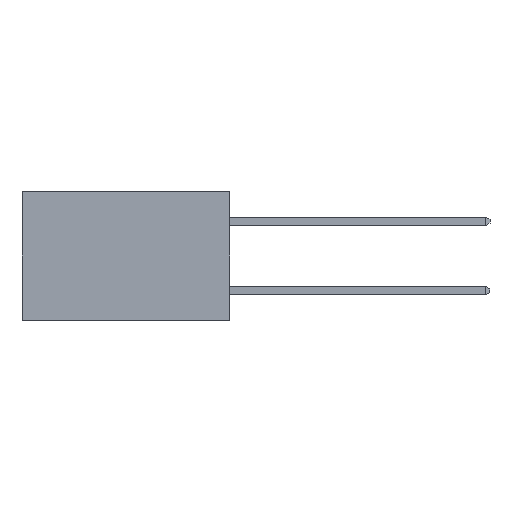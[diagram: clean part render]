
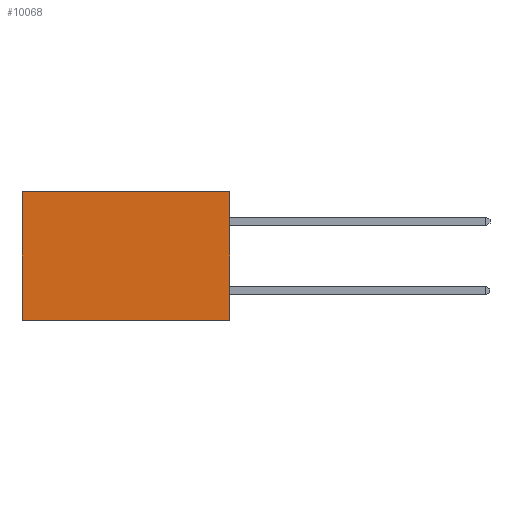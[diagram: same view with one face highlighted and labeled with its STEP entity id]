
A CAD part, left-side view. The second image highlights one B-rep face of the part: STEP entity #10068.
In plain terms, the highlighted planar face has unit normal (-1, 0, 0).
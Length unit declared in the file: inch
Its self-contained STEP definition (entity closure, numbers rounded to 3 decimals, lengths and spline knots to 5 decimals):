
#445 = LINE ( 'NONE', #3798, #9322 ) ;
#623 = EDGE_LOOP ( 'NONE', ( #6428, #14108, #1377, #8260 ) ) ;
#625 = VERTEX_POINT ( 'NONE', #855 ) ;
#855 = CARTESIAN_POINT ( 'NONE',  ( 0.298, 0.6, -0.37 ) ) ;
#1060 = PLANE ( 'NONE',  #5996 ) ;
#1345 = VECTOR ( 'NONE', #5962, 39.37008 ) ;
#1377 = ORIENTED_EDGE ( 'NONE', *, *, #3690, .F. ) ;
#1414 = EDGE_CURVE ( 'NONE', #11385, #625, #8795, .T. ) ;
#1851 = DIRECTION ( 'NONE',  ( 0., 1., 0. ) ) ;
#2168 = CARTESIAN_POINT ( 'NONE',  ( 0.298, 0.6, 0. ) ) ;
#2246 = DIRECTION ( 'NONE',  ( 0., 0., -1. ) ) ;
#2675 = DIRECTION ( 'NONE',  ( 0., 1., 0. ) ) ;
#3365 = CARTESIAN_POINT ( 'NONE',  ( 0.298, 0., 0. ) ) ;
#3690 = EDGE_CURVE ( 'NONE', #6245, #11385, #4422, .T. ) ;
#3798 = CARTESIAN_POINT ( 'NONE',  ( 0.298, 0., 0. ) ) ;
#4422 = LINE ( 'NONE', #11096, #1345 ) ;
#5432 = CARTESIAN_POINT ( 'NONE',  ( 0.298, 0.6, 0. ) ) ;
#5962 = DIRECTION ( 'NONE',  ( 0., 0., -1. ) ) ;
#5996 = AXIS2_PLACEMENT_3D ( 'NONE', #3365, #9138, #2246 ) ;
#6004 = EDGE_CURVE ( 'NONE', #6245, #9356, #445, .T. ) ;
#6245 = VERTEX_POINT ( 'NONE', #11898 ) ;
#6253 = EDGE_CURVE ( 'NONE', #9356, #625, #14799, .T. ) ;
#6428 = ORIENTED_EDGE ( 'NONE', *, *, #6253, .T. ) ;
#6573 = DIRECTION ( 'NONE',  ( 0., 0., -1. ) ) ;
#8260 = ORIENTED_EDGE ( 'NONE', *, *, #6004, .T. ) ;
#8368 = CARTESIAN_POINT ( 'NONE',  ( 0.298, 0., -0.37 ) ) ;
#8431 = CARTESIAN_POINT ( 'NONE',  ( 0.298, 0., -0.37 ) ) ;
#8787 = VECTOR ( 'NONE', #6573, 39.37008 ) ;
#8795 = LINE ( 'NONE', #8368, #14471 ) ;
#9138 = DIRECTION ( 'NONE',  ( 1., 0., 0. ) ) ;
#9322 = VECTOR ( 'NONE', #2675, 39.37008 ) ;
#9356 = VERTEX_POINT ( 'NONE', #2168 ) ;
#10068 = ADVANCED_FACE ( 'NONE', ( #11523 ), #1060, .F. ) ;
#11096 = CARTESIAN_POINT ( 'NONE',  ( 0.298, 0., 0. ) ) ;
#11385 = VERTEX_POINT ( 'NONE', #8431 ) ;
#11523 = FACE_OUTER_BOUND ( 'NONE', #623, .T. ) ;
#11898 = CARTESIAN_POINT ( 'NONE',  ( 0.298, 0., 0. ) ) ;
#14108 = ORIENTED_EDGE ( 'NONE', *, *, #1414, .F. ) ;
#14471 = VECTOR ( 'NONE', #1851, 39.37008 ) ;
#14799 = LINE ( 'NONE', #5432, #8787 ) ;
